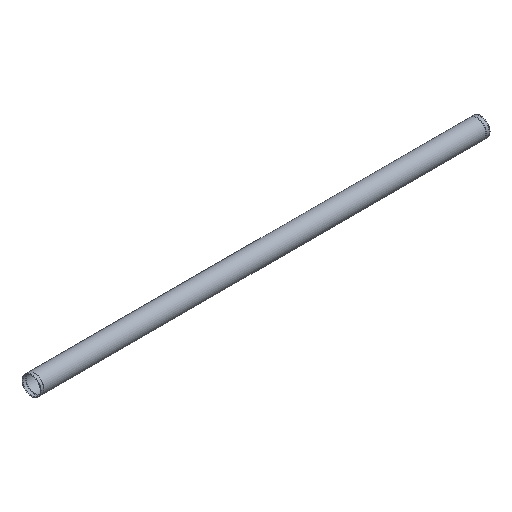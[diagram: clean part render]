
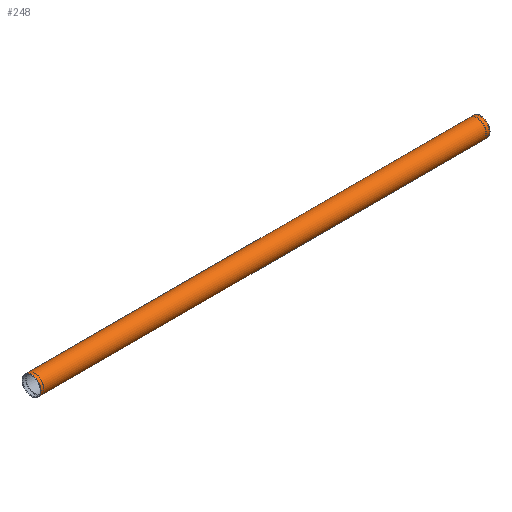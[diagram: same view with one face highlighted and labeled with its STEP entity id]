
A CAD part, isometric view. The second image highlights one B-rep face of the part: STEP entity #248.
In plain terms, the highlighted cylindrical face has radius 125 mm (diameter 250 mm), a full revolution.
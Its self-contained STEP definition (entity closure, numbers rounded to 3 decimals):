
#22=CYLINDRICAL_SURFACE('',#311,125.);
#42=FACE_OUTER_BOUND('',#60,.T.);
#60=EDGE_LOOP('',(#223,#224,#225,#226));
#70=LINE('',#474,#80);
#80=VECTOR('',#403,125.);
#82=CIRCLE('',#274,125.);
#104=CIRCLE('',#310,125.);
#106=VERTEX_POINT('',#408);
#124=VERTEX_POINT('',#470);
#127=EDGE_CURVE('',#106,#106,#82,.T.);
#156=EDGE_CURVE('',#124,#124,#104,.T.);
#158=EDGE_CURVE('',#106,#124,#70,.T.);
#223=ORIENTED_EDGE('',*,*,#127,.F.);
#224=ORIENTED_EDGE('',*,*,#158,.T.);
#225=ORIENTED_EDGE('',*,*,#156,.T.);
#226=ORIENTED_EDGE('',*,*,#158,.F.);
#248=ADVANCED_FACE('',(#42),#22,.T.);
#274=AXIS2_PLACEMENT_3D('',#410,#319,#320);
#310=AXIS2_PLACEMENT_3D('',#471,#398,#399);
#311=AXIS2_PLACEMENT_3D('',#473,#401,#402);
#319=DIRECTION('center_axis',(-1.,0.,0.));
#320=DIRECTION('ref_axis',(0.,0.,1.));
#398=DIRECTION('center_axis',(-1.,0.,0.));
#399=DIRECTION('ref_axis',(0.,0.,1.));
#401=DIRECTION('center_axis',(-1.,0.,0.));
#402=DIRECTION('ref_axis',(0.,1.,0.));
#403=DIRECTION('',(1.,0.,0.));
#408=CARTESIAN_POINT('',(5.,-125.,0.));
#410=CARTESIAN_POINT('Origin',(5.,0.,0.));
#470=CARTESIAN_POINT('',(5995.,-125.,0.));
#471=CARTESIAN_POINT('Origin',(5995.,0.,0.));
#473=CARTESIAN_POINT('Origin',(3000.,0.,0.));
#474=CARTESIAN_POINT('',(3000.,-125.,0.));
